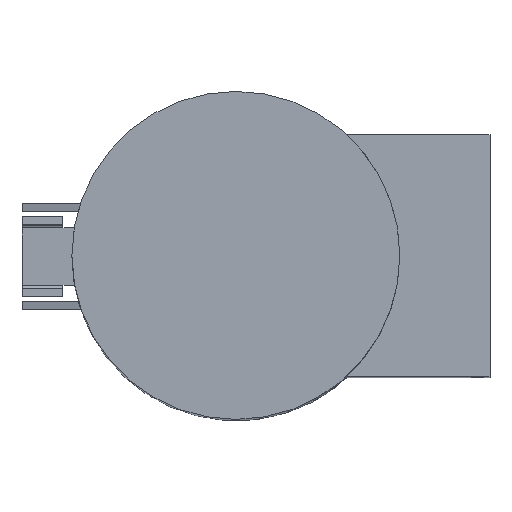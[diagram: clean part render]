
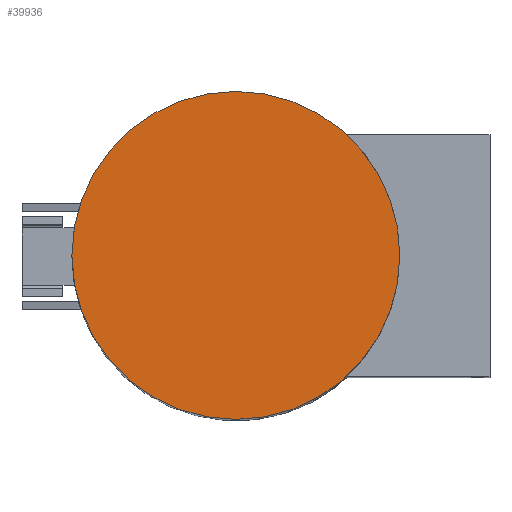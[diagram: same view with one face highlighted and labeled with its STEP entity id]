
A CAD part, top view. The second image highlights one B-rep face of the part: STEP entity #39936.
In plain terms, the highlighted planar face has unit normal (0, 0, 1).
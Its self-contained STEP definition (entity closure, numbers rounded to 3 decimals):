
#844 = DIRECTION ( 'NONE',  ( 0., 0., 1. ) ) ;
#2389 = CIRCLE ( 'NONE', #4690, 40. ) ;
#3545 = CARTESIAN_POINT ( 'NONE',  ( 40., 0., 172. ) ) ;
#4354 = AXIS2_PLACEMENT_3D ( 'NONE', #42660, #844, #14659 ) ;
#4690 = AXIS2_PLACEMENT_3D ( 'NONE', #14058, #17242, #41787 ) ;
#5882 = VERTEX_POINT ( 'NONE', #34039 ) ;
#8812 = VERTEX_POINT ( 'NONE', #3545 ) ;
#13326 = CIRCLE ( 'NONE', #34221, 40. ) ;
#13347 = DIRECTION ( 'NONE',  ( 0., 0., 1. ) ) ;
#14058 = CARTESIAN_POINT ( 'NONE',  ( 0., 0., 172. ) ) ;
#14659 = DIRECTION ( 'NONE',  ( 1., 0., 0. ) ) ;
#16998 = CARTESIAN_POINT ( 'NONE',  ( 0., 0., 172. ) ) ;
#17242 = DIRECTION ( 'NONE',  ( 0., 0., 1. ) ) ;
#18064 = ORIENTED_EDGE ( 'NONE', *, *, #18194, .T. ) ;
#18194 = EDGE_CURVE ( 'NONE', #5882, #8812, #2389, .T. ) ;
#18473 = PLANE ( 'NONE',  #4354 ) ;
#26205 = ORIENTED_EDGE ( 'NONE', *, *, #38866, .T. ) ;
#27286 = DIRECTION ( 'NONE',  ( 1., 0., 0. ) ) ;
#28864 = FACE_OUTER_BOUND ( 'NONE', #36700, .T. ) ;
#34039 = CARTESIAN_POINT ( 'NONE',  ( -40., 0., 172. ) ) ;
#34221 = AXIS2_PLACEMENT_3D ( 'NONE', #16998, #13347, #27286 ) ;
#36700 = EDGE_LOOP ( 'NONE', ( #18064, #26205 ) ) ;
#38866 = EDGE_CURVE ( 'NONE', #8812, #5882, #13326, .T. ) ;
#39936 = ADVANCED_FACE ( 'NONE', ( #28864 ), #18473, .T. ) ;
#41787 = DIRECTION ( 'NONE',  ( 1., 0., 0. ) ) ;
#42660 = CARTESIAN_POINT ( 'NONE',  ( 0., 0., 172. ) ) ;
